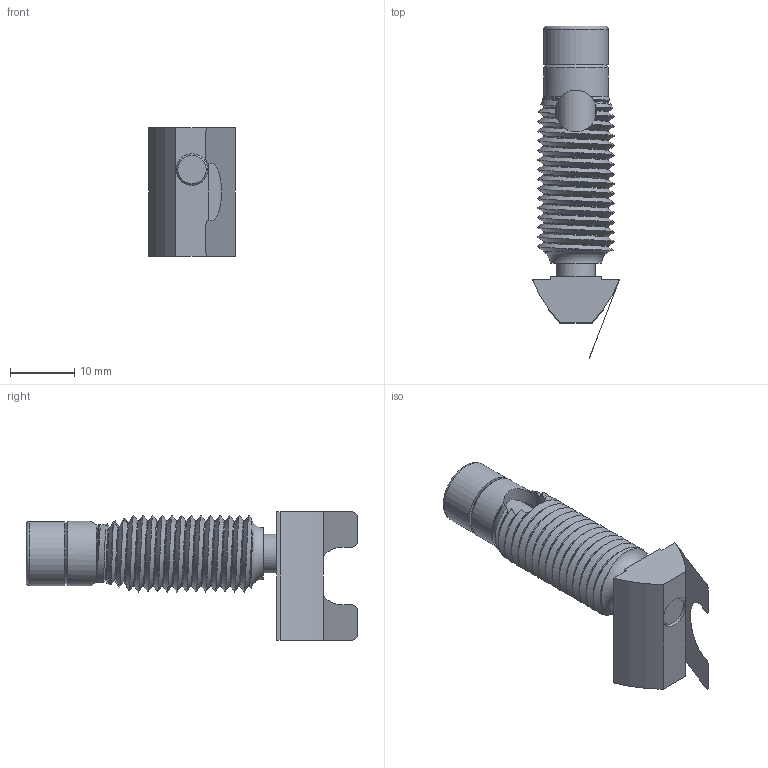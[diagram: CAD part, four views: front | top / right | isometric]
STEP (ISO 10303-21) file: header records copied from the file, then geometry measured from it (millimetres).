
FILE_DESCRIPTION(/* description */ (''),/* implementation_level */ '2;1');
FILE_NAME(/* name */ '340640.stp',/* time_stamp */ '2019-11-16T08:02:07+01:00',/* author */ ('Spacek'),/* organization */ ('Alutec K&K'),/* preprocessor_version */ 'ST-DEVELOPER v17',/* originating_system */ 'Autodesk Inventor 2018',/* authorisation */ '');
FILE_SCHEMA (('AUTOMOTIVE_DESIGN { 1 0 10303 214 3 1 1 }'));
Length unit declared in the file: millimetre
Products named in the file (5): 340640; 340640_body1; 340640_screw; 340640_body; 211462
Assembly tree (4 placements, depth 3):
  340640
    340640_body1
      340640_screw
      340640_body
    211462
Bounding box: 13.5 x 51.74 x 20 mm (x, y, z)
Volume: 4407.1 mm3; surface area: 4445.5 mm2
Topology: 3 solids, 4 shells, 126 faces, 381 edges, 262 vertices
Faces by surface type: plane 57, bspline 31, cylinder 28, cone 8, torus 2
Full cylindrical faces by diameter (mm): 4.917 x1, 6 x2, 6.5 x1, 7 x1, 10 x1, 10.1 x12
Entity records: 24027 total; most frequent: CARTESIAN_POINT 20798, ORIENTED_EDGE 748, DIRECTION 467, EDGE_CURVE 380, VERTEX_POINT 262, AXIS2_PLACEMENT_3D 166, B_SPLINE_CURVE_WITH_KNOTS 163, EDGE_LOOP 135
